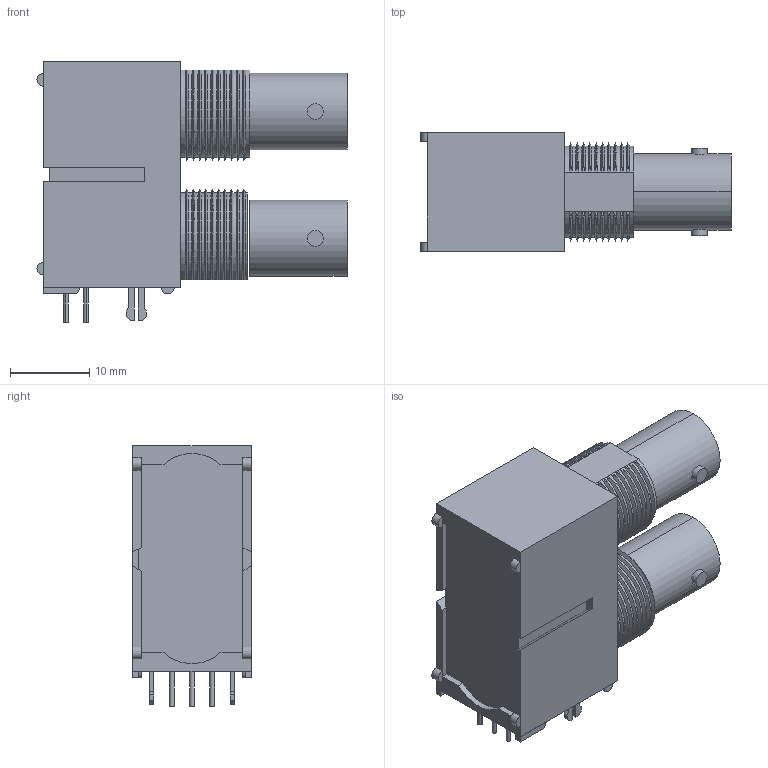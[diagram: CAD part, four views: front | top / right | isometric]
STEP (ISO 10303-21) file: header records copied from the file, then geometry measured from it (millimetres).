
FILE_DESCRIPTION((''),'2;1');
FILE_NAME('BOMAR_364A2595.stp','2013-04-10T10:30:23',(''),(''),'Mechanical Desktop 2011','Mechanical Desktop 2011',', , ');
FILE_SCHEMA(('AUTOMOTIVE_DESIGN { 1 2 10303 214 1 1 1 1 }'));
Length unit declared in the file: millimetre
Products named in the file (1): Product
Bounding box: 39.1 x 15 x 32.9 mm (x, y, z)
Volume: 9936.1 mm3; surface area: 9053.2 mm2
Topology: 50 solids, 50 shells, 293 faces, 566 edges, 376 vertices
Faces by surface type: plane 135, cylinder 68, cone 52, bspline 38
Entity records: 7393 total; most frequent: CARTESIAN_POINT 1510, DIRECTION 1174, ORIENTED_EDGE 1132, EDGE_CURVE 566, AXIS2_PLACEMENT_3D 432, VERTEX_POINT 376, VECTOR 310, LINE 310
